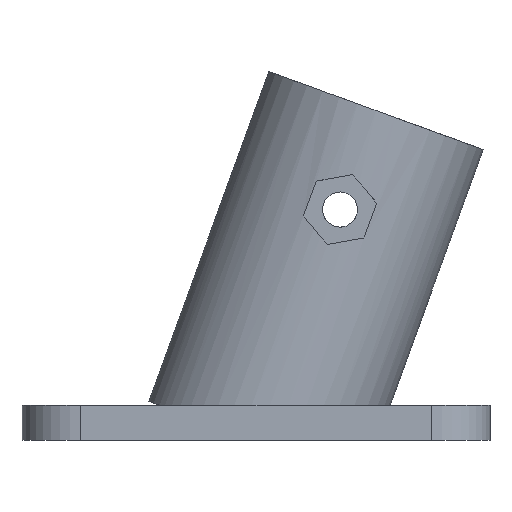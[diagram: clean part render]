
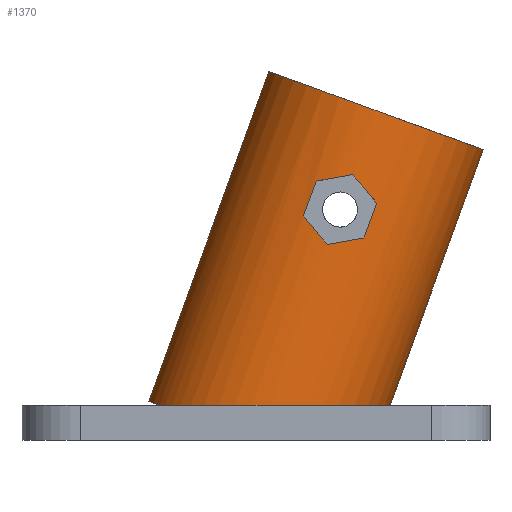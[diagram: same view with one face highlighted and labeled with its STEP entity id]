
A CAD part, left-side view. The second image highlights one B-rep face of the part: STEP entity #1370.
In plain terms, the highlighted cylindrical face has radius 9.75 mm (diameter 19.5 mm), a partial arc.
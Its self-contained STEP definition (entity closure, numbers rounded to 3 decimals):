
#27 = CARTESIAN_POINT ( 'NONE',  ( -9.75, -8.268, 22.717 ) ) ;
#57 = CARTESIAN_POINT ( 'NONE',  ( 0., -1.099, 31.525 ) ) ;
#89 = EDGE_CURVE ( 'NONE', #1145, #658, #706, .T. ) ;
#101 = CARTESIAN_POINT ( 'NONE',  ( -9.354, -9.224, 17.301 ) ) ;
#110 = EDGE_LOOP ( 'NONE', ( #1397, #758, #460, #841, #111 ) ) ;
#111 = ORIENTED_EDGE ( 'NONE', *, *, #1274, .F. ) ;
#115 = CARTESIAN_POINT ( 'NONE',  ( -13.124, -11.468, 3. ) ) ;
#122 = DIRECTION ( 'NONE',  ( 0., 0.94, 0.342 ) ) ;
#141 =( BOUNDED_CURVE ( )  B_SPLINE_CURVE ( 3, ( #27, #585, #921, #500 ),
 .UNSPECIFIED., .F., .F. ) 
 B_SPLINE_CURVE_WITH_KNOTS ( ( 4, 4 ),
 ( 4.712, 4.998 ),
 .UNSPECIFIED. ) 
 CURVE ( )  GEOMETRIC_REPRESENTATION_ITEM ( )  RATIONAL_B_SPLINE_CURVE ( ( 1., 0.993, 0.993, 1. ) ) 
 REPRESENTATION_ITEM ( '' )  );
#164 = VERTEX_POINT ( 'NONE', #597 ) ;
#173 = VECTOR ( 'NONE', #953, 1000. ) ;
#175 = CARTESIAN_POINT ( 'NONE',  ( -9.354, -5.141, 22.166 ) ) ;
#211 = VERTEX_POINT ( 'NONE', #467 ) ;
#225 = CARTESIAN_POINT ( 'NONE',  ( -9.75, -6.096, 16.75 ) ) ;
#232 = CARTESIAN_POINT ( 'NONE',  ( -9.75, -6.096, 16.75 ) ) ;
#259 = FACE_BOUND ( 'NONE', #864, .T. ) ;
#282 = CARTESIAN_POINT ( 'NONE',  ( -9.354, -9.224, 17.301 ) ) ;
#332 = LINE ( 'NONE', #1146, #1012 ) ;
#345 = DIRECTION ( 'NONE',  ( 0., 0.342, -0.94 ) ) ;
#355 = CARTESIAN_POINT ( 'NONE',  ( -16.064, 2.144, 3. ) ) ;
#367 = EDGE_CURVE ( 'NONE', #211, #164, #851, .T. ) ;
#368 = CARTESIAN_POINT ( 'NONE',  ( -9.617, -4.719, 18.391 ) ) ;
#388 = CARTESIAN_POINT ( 'NONE',  ( -9.617, -9.646, 21.076 ) ) ;
#389 = CARTESIAN_POINT ( 'NONE',  ( 0., -10.261, 28.191 ) ) ;
#460 = ORIENTED_EDGE ( 'NONE', *, *, #952, .T. ) ;
#462 = EDGE_CURVE ( 'NONE', #1112, #211, #1019, .T. ) ;
#467 = CARTESIAN_POINT ( 'NONE',  ( -9.354, -10.31, 20.285 ) ) ;
#481 = DIRECTION ( 'NONE',  ( 0., 0.342, -0.94 ) ) ;
#482 = CARTESIAN_POINT ( 'NONE',  ( 0., -11.468, 3. ) ) ;
#491 = VECTOR ( 'NONE', #481, 1000. ) ;
#499 = CARTESIAN_POINT ( 'NONE',  ( -9.75, -6.096, 16.75 ) ) ;
#500 = CARTESIAN_POINT ( 'NONE',  ( -9.354, -5.141, 22.166 ) ) ;
#512 = VERTEX_POINT ( 'NONE', #57 ) ;
#524 = CARTESIAN_POINT ( 'NONE',  ( 0., -11.468, 3. ) ) ;
#542 =( BOUNDED_CURVE ( )  B_SPLINE_CURVE ( 3, ( #482, #115, #355, #691 ),
 .UNSPECIFIED., .F., .F. ) 
 B_SPLINE_CURVE_WITH_KNOTS ( ( 4, 4 ),
 ( 3.142, 5.831 ),
 .UNSPECIFIED. ) 
 CURVE ( )  GEOMETRIC_REPRESENTATION_ITEM ( )  RATIONAL_B_SPLINE_CURVE ( ( 1., 0.483, 0.483, 1. ) ) 
 REPRESENTATION_ITEM ( '' )  );
#570 = CARTESIAN_POINT ( 'NONE',  ( -9.75, -7.157, 16.937 ) ) ;
#577 = CARTESIAN_POINT ( 'NONE',  ( -4.257, 8.242, 3. ) ) ;
#585 = CARTESIAN_POINT ( 'NONE',  ( -9.75, -7.208, 22.531 ) ) ;
#590 = CIRCLE ( 'NONE', #755, 9.75 ) ;
#597 = CARTESIAN_POINT ( 'NONE',  ( -9.75, -8.268, 22.717 ) ) ;
#613 = DIRECTION ( 'NONE',  ( 0., -0.94, -0.342 ) ) ;
#614 = ORIENTED_EDGE ( 'NONE', *, *, #775, .F. ) ;
#619 = DIRECTION ( 'NONE',  ( 0., -0.342, 0.94 ) ) ;
#639 = VERTEX_POINT ( 'NONE', #577 ) ;
#658 = VERTEX_POINT ( 'NONE', #225 ) ;
#680 = CARTESIAN_POINT ( 'NONE',  ( 0., 9.162, 3.335 ) ) ;
#686 = AXIS2_PLACEMENT_3D ( 'NONE', #1307, #1086, #613 ) ;
#691 = CARTESIAN_POINT ( 'NONE',  ( -4.257, 8.242, 3. ) ) ;
#697 = EDGE_CURVE ( 'NONE', #658, #1112, #1105, .T. ) ;
#705 = LINE ( 'NONE', #1045, #491 ) ;
#706 =( BOUNDED_CURVE ( )  B_SPLINE_CURVE ( 3, ( #826, #368, #1431, #499 ),
 .UNSPECIFIED., .F., .F. ) 
 B_SPLINE_CURVE_WITH_KNOTS ( ( 4, 4 ),
 ( 4.426, 4.712 ),
 .UNSPECIFIED. ) 
 CURVE ( )  GEOMETRIC_REPRESENTATION_ITEM ( )  RATIONAL_B_SPLINE_CURVE ( ( 1., 0.993, 0.993, 1. ) ) 
 REPRESENTATION_ITEM ( '' )  );
#711 = CARTESIAN_POINT ( 'NONE',  ( 0., -10.261, 28.191 ) ) ;
#720 = CARTESIAN_POINT ( 'NONE',  ( 0., -19.423, 24.856 ) ) ;
#726 = VERTEX_POINT ( 'NONE', #680 ) ;
#730 = CARTESIAN_POINT ( 'NONE',  ( -9.75, -8.268, 22.717 ) ) ;
#755 = AXIS2_PLACEMENT_3D ( 'NONE', #389, #619, #1349 ) ;
#758 = ORIENTED_EDGE ( 'NONE', *, *, #859, .F. ) ;
#775 = EDGE_CURVE ( 'NONE', #164, #1498, #141, .T. ) ;
#793 = ORIENTED_EDGE ( 'NONE', *, *, #462, .F. ) ;
#826 = CARTESIAN_POINT ( 'NONE',  ( -9.354, -4.055, 19.182 ) ) ;
#838 = CARTESIAN_POINT ( 'NONE',  ( -9.75, -8.961, 21.893 ) ) ;
#841 = ORIENTED_EDGE ( 'NONE', *, *, #1412, .T. ) ;
#843 = EDGE_CURVE ( 'NONE', #1498, #1145, #705, .T. ) ;
#851 =( BOUNDED_CURVE ( )  B_SPLINE_CURVE ( 3, ( #1083, #388, #838, #730 ),
 .UNSPECIFIED., .F., .F. ) 
 B_SPLINE_CURVE_WITH_KNOTS ( ( 4, 4 ),
 ( 1.285, 1.571 ),
 .UNSPECIFIED. ) 
 CURVE ( )  GEOMETRIC_REPRESENTATION_ITEM ( )  RATIONAL_B_SPLINE_CURVE ( ( 1., 0.993, 0.993, 1. ) ) 
 REPRESENTATION_ITEM ( '' )  );
#859 = EDGE_CURVE ( 'NONE', #512, #1395, #590, .T. ) ;
#864 = EDGE_LOOP ( 'NONE', ( #1489, #1240, #1100, #614, #1409, #793 ) ) ;
#892 = DIRECTION ( 'NONE',  ( 0., -0.342, 0.94 ) ) ;
#921 = CARTESIAN_POINT ( 'NONE',  ( -9.617, -6.159, 22.345 ) ) ;
#952 = EDGE_CURVE ( 'NONE', #512, #726, #332, .T. ) ;
#953 = DIRECTION ( 'NONE',  ( 0., 0.342, -0.94 ) ) ;
#1012 = VECTOR ( 'NONE', #345, 1000. ) ;
#1019 = LINE ( 'NONE', #1491, #1399 ) ;
#1045 = CARTESIAN_POINT ( 'NONE',  ( -9.354, -7.676, 29.131 ) ) ;
#1061 = EDGE_CURVE ( 'NONE', #1395, #1387, #1326, .T. ) ;
#1083 = CARTESIAN_POINT ( 'NONE',  ( -9.354, -10.31, 20.285 ) ) ;
#1086 = DIRECTION ( 'NONE',  ( 0., -0.342, 0.94 ) ) ;
#1100 = ORIENTED_EDGE ( 'NONE', *, *, #843, .F. ) ;
#1105 =( BOUNDED_CURVE ( )  B_SPLINE_CURVE ( 3, ( #232, #570, #1364, #101 ),
 .UNSPECIFIED., .F., .T. ) 
 B_SPLINE_CURVE_WITH_KNOTS ( ( 4, 4 ),
 ( 1.571, 1.857 ),
 .UNSPECIFIED. ) 
 CURVE ( )  GEOMETRIC_REPRESENTATION_ITEM ( )  RATIONAL_B_SPLINE_CURVE ( ( 1., 0.993, 0.993, 1. ) ) 
 REPRESENTATION_ITEM ( '' )  );
#1112 = VERTEX_POINT ( 'NONE', #282 ) ;
#1145 = VERTEX_POINT ( 'NONE', #1500 ) ;
#1146 = CARTESIAN_POINT ( 'NONE',  ( 0., -1.099, 31.525 ) ) ;
#1158 = CYLINDRICAL_SURFACE ( 'NONE', #1266, 9.75 ) ;
#1240 = ORIENTED_EDGE ( 'NONE', *, *, #89, .F. ) ;
#1266 = AXIS2_PLACEMENT_3D ( 'NONE', #711, #1297, #122 ) ;
#1274 = EDGE_CURVE ( 'NONE', #1387, #639, #542, .T. ) ;
#1290 = FACE_OUTER_BOUND ( 'NONE', #110, .T. ) ;
#1297 = DIRECTION ( 'NONE',  ( 0., 0.342, -0.94 ) ) ;
#1307 = CARTESIAN_POINT ( 'NONE',  ( 0., 0., 0. ) ) ;
#1323 = CARTESIAN_POINT ( 'NONE',  ( 0., -19.423, 24.856 ) ) ;
#1326 = LINE ( 'NONE', #720, #173 ) ;
#1349 = DIRECTION ( 'NONE',  ( 0., -0.94, -0.342 ) ) ;
#1350 = CIRCLE ( 'NONE', #686, 9.75 ) ;
#1364 = CARTESIAN_POINT ( 'NONE',  ( -9.617, -8.206, 17.122 ) ) ;
#1370 = ADVANCED_FACE ( 'NONE', ( #1290, #259 ), #1158, .T. ) ;
#1387 = VERTEX_POINT ( 'NONE', #524 ) ;
#1395 = VERTEX_POINT ( 'NONE', #1323 ) ;
#1397 = ORIENTED_EDGE ( 'NONE', *, *, #1061, .F. ) ;
#1399 = VECTOR ( 'NONE', #892, 1000. ) ;
#1409 = ORIENTED_EDGE ( 'NONE', *, *, #367, .F. ) ;
#1412 = EDGE_CURVE ( 'NONE', #726, #639, #1350, .T. ) ;
#1431 = CARTESIAN_POINT ( 'NONE',  ( -9.75, -5.404, 17.574 ) ) ;
#1489 = ORIENTED_EDGE ( 'NONE', *, *, #697, .F. ) ;
#1491 = CARTESIAN_POINT ( 'NONE',  ( -9.354, -12.845, 27.25 ) ) ;
#1498 = VERTEX_POINT ( 'NONE', #175 ) ;
#1500 = CARTESIAN_POINT ( 'NONE',  ( -9.354, -4.055, 19.182 ) ) ;
